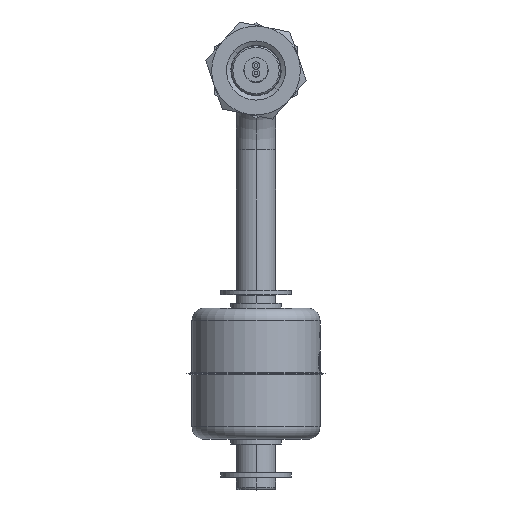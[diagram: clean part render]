
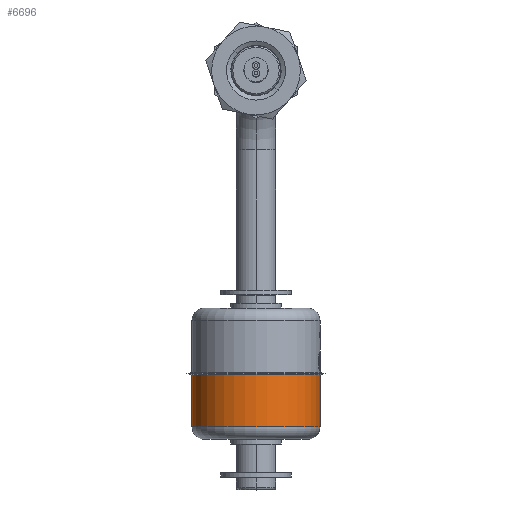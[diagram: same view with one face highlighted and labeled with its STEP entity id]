
A CAD part, top view. The second image highlights one B-rep face of the part: STEP entity #6696.
In plain terms, the highlighted cylindrical face has radius 13 mm (diameter 26 mm), a partial arc.
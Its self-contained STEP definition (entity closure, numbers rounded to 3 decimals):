
#163 = CARTESIAN_POINT ( 'NONE',  ( 0., -0.2, 13. ) ) ;
#405 = EDGE_CURVE ( 'NONE', #2228, #7553, #4276, .T. ) ;
#451 = ORIENTED_EDGE ( 'NONE', *, *, #6107, .F. ) ;
#1153 = CYLINDRICAL_SURFACE ( 'NONE', #3933, 13. ) ;
#1180 = ORIENTED_EDGE ( 'NONE', *, *, #4607, .T. ) ;
#1271 = LINE ( 'NONE', #3720, #3816 ) ;
#1315 = AXIS2_PLACEMENT_3D ( 'NONE', #2686, #7298, #5002 ) ;
#1644 = LINE ( 'NONE', #6392, #2910 ) ;
#1813 = FACE_OUTER_BOUND ( 'NONE', #7228, .T. ) ;
#1846 = ORIENTED_EDGE ( 'NONE', *, *, #405, .F. ) ;
#1897 = DIRECTION ( 'NONE',  ( 0., 1., 0. ) ) ;
#1906 = CARTESIAN_POINT ( 'NONE',  ( 0., -10.8, -13. ) ) ;
#2228 = VERTEX_POINT ( 'NONE', #3604 ) ;
#2686 = CARTESIAN_POINT ( 'NONE',  ( 0., -0.2, 0. ) ) ;
#2881 = DIRECTION ( 'NONE',  ( 0., 1., 0. ) ) ;
#2910 = VECTOR ( 'NONE', #2881, 1000. ) ;
#3102 = DIRECTION ( 'NONE',  ( 0., 0., 1. ) ) ;
#3604 = CARTESIAN_POINT ( 'NONE',  ( 0., -0.2, -13. ) ) ;
#3628 = CARTESIAN_POINT ( 'NONE',  ( 0., -10.8, 0. ) ) ;
#3720 = CARTESIAN_POINT ( 'NONE',  ( 0., -14.3, 13. ) ) ;
#3754 = DIRECTION ( 'NONE',  ( 0., 1., 0. ) ) ;
#3816 = VECTOR ( 'NONE', #3754, 1000. ) ;
#3933 = AXIS2_PLACEMENT_3D ( 'NONE', #4174, #1897, #3102 ) ;
#4174 = CARTESIAN_POINT ( 'NONE',  ( 0., -14.3, 0. ) ) ;
#4276 = CIRCLE ( 'NONE', #1315, 13. ) ;
#4420 = CIRCLE ( 'NONE', #7592, 13. ) ;
#4607 = EDGE_CURVE ( 'NONE', #6975, #7553, #1271, .T. ) ;
#4625 = ORIENTED_EDGE ( 'NONE', *, *, #7438, .T. ) ;
#4733 = DIRECTION ( 'NONE',  ( 0., 0., 1. ) ) ;
#5002 = DIRECTION ( 'NONE',  ( 0., 0., 1. ) ) ;
#6107 = EDGE_CURVE ( 'NONE', #6172, #2228, #1644, .T. ) ;
#6172 = VERTEX_POINT ( 'NONE', #1906 ) ;
#6392 = CARTESIAN_POINT ( 'NONE',  ( 0., -14.3, -13. ) ) ;
#6696 = ADVANCED_FACE ( 'NONE', ( #1813 ), #1153, .T. ) ;
#6975 = VERTEX_POINT ( 'NONE', #7280 ) ;
#7117 = DIRECTION ( 'NONE',  ( 0., 1., 0. ) ) ;
#7228 = EDGE_LOOP ( 'NONE', ( #451, #4625, #1180, #1846 ) ) ;
#7280 = CARTESIAN_POINT ( 'NONE',  ( 0., -10.8, 13. ) ) ;
#7298 = DIRECTION ( 'NONE',  ( 0., 1., 0. ) ) ;
#7438 = EDGE_CURVE ( 'NONE', #6172, #6975, #4420, .T. ) ;
#7553 = VERTEX_POINT ( 'NONE', #163 ) ;
#7592 = AXIS2_PLACEMENT_3D ( 'NONE', #3628, #7117, #4733 ) ;
